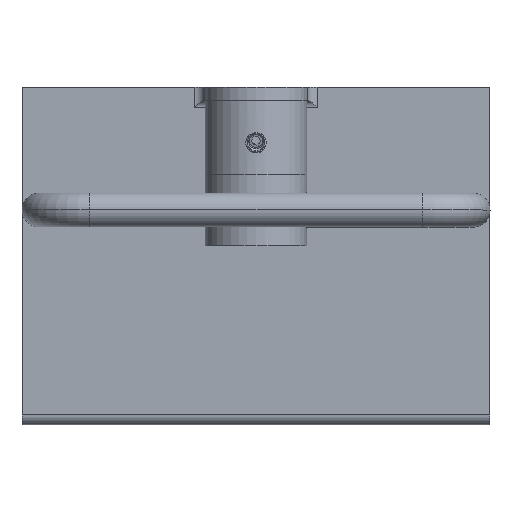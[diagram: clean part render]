
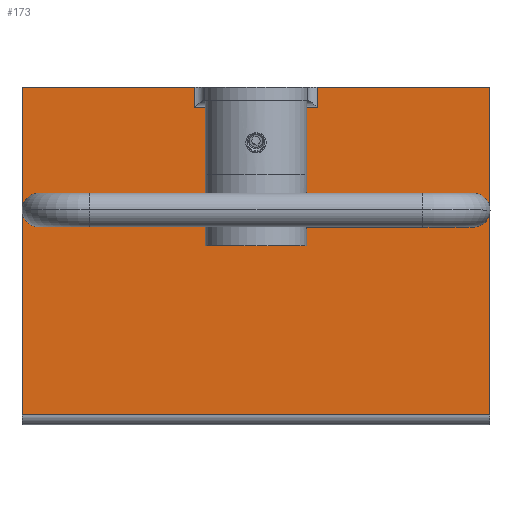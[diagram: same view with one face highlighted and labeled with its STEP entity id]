
A CAD part, front view. The second image highlights one B-rep face of the part: STEP entity #173.
In plain terms, the highlighted planar face has unit normal (0, -1, 0).
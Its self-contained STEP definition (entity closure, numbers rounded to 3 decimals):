
#28 = VERTEX_POINT ( 'NONE', #2336 ) ;
#111 = ORIENTED_EDGE ( 'NONE', *, *, #757, .F. ) ;
#173 = ADVANCED_FACE ( 'NONE', ( #1463 ), #1990, .T. ) ;
#205 = EDGE_CURVE ( 'NONE', #1794, #3062, #2646, .T. ) ;
#220 = CARTESIAN_POINT ( 'NONE',  ( -44.448, 37.044, 89.658 ) ) ;
#221 = CARTESIAN_POINT ( 'NONE',  ( -131.948, 37.044, -7.342 ) ) ;
#309 = DIRECTION ( 'NONE',  ( 0., 0., -1. ) ) ;
#416 = CARTESIAN_POINT ( 'NONE',  ( -80.948, 37.044, 89.658 ) ) ;
#444 = VECTOR ( 'NONE', #2078, 1000. ) ;
#506 = ORIENTED_EDGE ( 'NONE', *, *, #1146, .T. ) ;
#580 = CARTESIAN_POINT ( 'NONE',  ( -131.948, 37.044, 89.658 ) ) ;
#630 = LINE ( 'NONE', #3088, #820 ) ;
#679 = CARTESIAN_POINT ( 'NONE',  ( -131.948, 37.044, 89.658 ) ) ;
#738 = DIRECTION ( 'NONE',  ( -1., 0., 0. ) ) ;
#757 = EDGE_CURVE ( 'NONE', #1890, #939, #2422, .T. ) ;
#795 = ORIENTED_EDGE ( 'NONE', *, *, #205, .T. ) ;
#820 = VECTOR ( 'NONE', #1897, 1000. ) ;
#864 = VERTEX_POINT ( 'NONE', #416 ) ;
#895 = VECTOR ( 'NONE', #1552, 1000. ) ;
#902 = CARTESIAN_POINT ( 'NONE',  ( 6.552, 37.044, 89.658 ) ) ;
#939 = VERTEX_POINT ( 'NONE', #221 ) ;
#957 = DIRECTION ( 'NONE',  ( -1., 0., 0. ) ) ;
#1003 = LINE ( 'NONE', #1626, #444 ) ;
#1103 = CARTESIAN_POINT ( 'NONE',  ( -44.448, 37.044, 83.658 ) ) ;
#1146 = EDGE_CURVE ( 'NONE', #1890, #2519, #630, .T. ) ;
#1232 = CARTESIAN_POINT ( 'NONE',  ( 6.552, 37.044, -7.342 ) ) ;
#1414 = EDGE_CURVE ( 'NONE', #28, #864, #1003, .T. ) ;
#1456 = LINE ( 'NONE', #1477, #1707 ) ;
#1463 = FACE_OUTER_BOUND ( 'NONE', #2847, .T. ) ;
#1472 = VECTOR ( 'NONE', #2235, 1000. ) ;
#1477 = CARTESIAN_POINT ( 'NONE',  ( 6.552, 37.044, 89.658 ) ) ;
#1491 = CARTESIAN_POINT ( 'NONE',  ( 6.552, 37.044, 83.658 ) ) ;
#1541 = ORIENTED_EDGE ( 'NONE', *, *, #2706, .T. ) ;
#1552 = DIRECTION ( 'NONE',  ( 0., 0., -1. ) ) ;
#1573 = ORIENTED_EDGE ( 'NONE', *, *, #2938, .F. ) ;
#1577 = CARTESIAN_POINT ( 'NONE',  ( 6.552, 37.044, -7.342 ) ) ;
#1626 = CARTESIAN_POINT ( 'NONE',  ( -80.948, 37.044, 89.658 ) ) ;
#1657 = ORIENTED_EDGE ( 'NONE', *, *, #2755, .T. ) ;
#1707 = VECTOR ( 'NONE', #957, 1000. ) ;
#1786 = VECTOR ( 'NONE', #2548, 1000. ) ;
#1794 = VERTEX_POINT ( 'NONE', #220 ) ;
#1862 = VERTEX_POINT ( 'NONE', #679 ) ;
#1890 = VERTEX_POINT ( 'NONE', #1232 ) ;
#1897 = DIRECTION ( 'NONE',  ( 0., 0., 1. ) ) ;
#1959 = VECTOR ( 'NONE', #2875, 1000. ) ;
#1990 = PLANE ( 'NONE',  #3045 ) ;
#2078 = DIRECTION ( 'NONE',  ( 0., 0., 1. ) ) ;
#2145 = ORIENTED_EDGE ( 'NONE', *, *, #2186, .T. ) ;
#2186 = EDGE_CURVE ( 'NONE', #2519, #1794, #1456, .T. ) ;
#2233 = CARTESIAN_POINT ( 'NONE',  ( -44.448, 37.044, 89.658 ) ) ;
#2235 = DIRECTION ( 'NONE',  ( 0., 0., 1. ) ) ;
#2244 = CARTESIAN_POINT ( 'NONE',  ( 6.552, 37.044, 89.658 ) ) ;
#2310 = LINE ( 'NONE', #2671, #1959 ) ;
#2336 = CARTESIAN_POINT ( 'NONE',  ( -80.948, 37.044, 83.658 ) ) ;
#2379 = VECTOR ( 'NONE', #738, 1000. ) ;
#2422 = LINE ( 'NONE', #1577, #1786 ) ;
#2466 = ORIENTED_EDGE ( 'NONE', *, *, #1414, .T. ) ;
#2499 = LINE ( 'NONE', #1491, #2379 ) ;
#2519 = VERTEX_POINT ( 'NONE', #902 ) ;
#2548 = DIRECTION ( 'NONE',  ( -1., 0., 0. ) ) ;
#2646 = LINE ( 'NONE', #2233, #895 ) ;
#2671 = CARTESIAN_POINT ( 'NONE',  ( 6.552, 37.044, 89.658 ) ) ;
#2700 = DIRECTION ( 'NONE',  ( 0., -1., 0. ) ) ;
#2706 = EDGE_CURVE ( 'NONE', #864, #1862, #2310, .T. ) ;
#2755 = EDGE_CURVE ( 'NONE', #3062, #28, #2499, .T. ) ;
#2847 = EDGE_LOOP ( 'NONE', ( #1657, #2466, #1541, #1573, #111, #506, #2145, #795 ) ) ;
#2875 = DIRECTION ( 'NONE',  ( -1., 0., 0. ) ) ;
#2938 = EDGE_CURVE ( 'NONE', #939, #1862, #2944, .T. ) ;
#2944 = LINE ( 'NONE', #580, #1472 ) ;
#3045 = AXIS2_PLACEMENT_3D ( 'NONE', #2244, #2700, #309 ) ;
#3062 = VERTEX_POINT ( 'NONE', #1103 ) ;
#3088 = CARTESIAN_POINT ( 'NONE',  ( 6.552, 37.044, 89.658 ) ) ;
